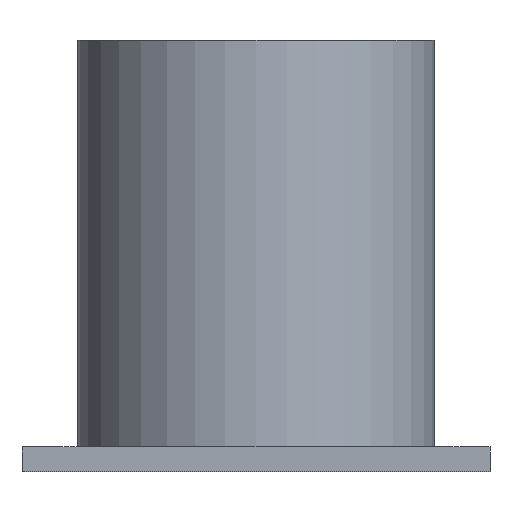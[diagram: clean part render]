
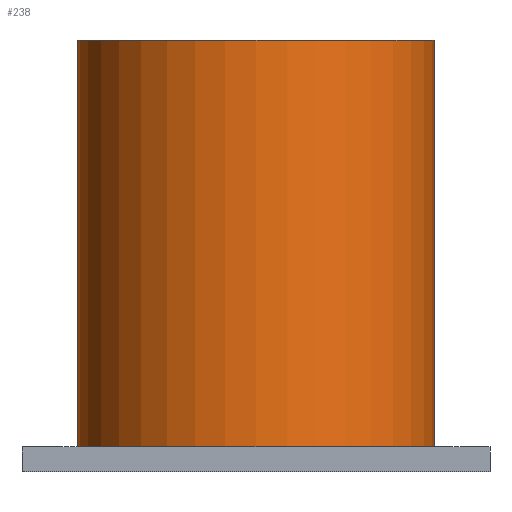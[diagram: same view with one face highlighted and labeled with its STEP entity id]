
A CAD part, front view. The second image highlights one B-rep face of the part: STEP entity #238.
In plain terms, the highlighted cylindrical face has radius 14.5 mm (diameter 29 mm), a full revolution.
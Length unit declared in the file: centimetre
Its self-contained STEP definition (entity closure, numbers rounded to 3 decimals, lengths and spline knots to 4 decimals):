
#37=FACE_OUTER_BOUND('',#50,.T.);
#50=EDGE_LOOP('',(#184,#185,#186,#187));
#74=LINE('',#394,#92);
#92=VECTOR('',#329,1.45);
#114=CIRCLE('',#283,1.45);
#115=CIRCLE('',#284,1.45);
#126=VERTEX_POINT('',#391);
#127=VERTEX_POINT('',#393);
#150=EDGE_CURVE('',#126,#126,#114,.T.);
#151=EDGE_CURVE('',#126,#127,#74,.T.);
#152=EDGE_CURVE('',#127,#127,#115,.T.);
#184=ORIENTED_EDGE('',*,*,#150,.F.);
#185=ORIENTED_EDGE('',*,*,#151,.T.);
#186=ORIENTED_EDGE('',*,*,#152,.F.);
#187=ORIENTED_EDGE('',*,*,#151,.F.);
#232=CYLINDRICAL_SURFACE('',#282,1.45);
#238=ADVANCED_FACE('',(#37),#232,.T.);
#282=AXIS2_PLACEMENT_3D('',#390,#325,#326);
#283=AXIS2_PLACEMENT_3D('',#392,#327,#328);
#284=AXIS2_PLACEMENT_3D('',#395,#330,#331);
#325=DIRECTION('center_axis',(0.,0.,1.));
#326=DIRECTION('ref_axis',(1.,0.,0.));
#327=DIRECTION('center_axis',(0.,0.,1.));
#328=DIRECTION('ref_axis',(1.,0.,0.));
#329=DIRECTION('',(0.,0.,-1.));
#330=DIRECTION('center_axis',(0.,0.,-1.));
#331=DIRECTION('ref_axis',(1.,0.,0.));
#390=CARTESIAN_POINT('Origin',(0.,0.,0.1));
#391=CARTESIAN_POINT('',(-1.45,0.,3.4));
#392=CARTESIAN_POINT('Origin',(0.,0.,3.4));
#393=CARTESIAN_POINT('',(-1.45,0.,0.1));
#394=CARTESIAN_POINT('',(-1.45,0.,0.1));
#395=CARTESIAN_POINT('Origin',(0.,0.,0.1));
